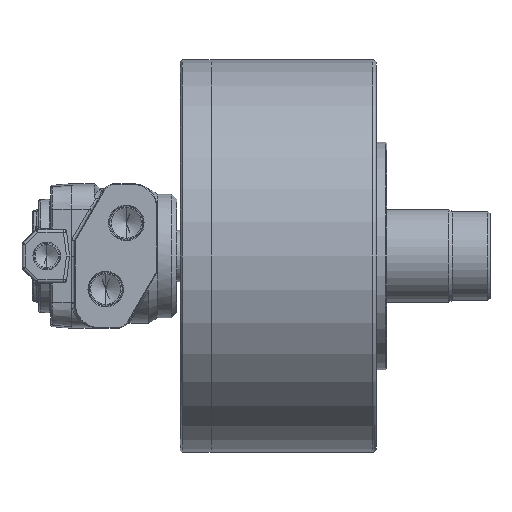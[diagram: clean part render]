
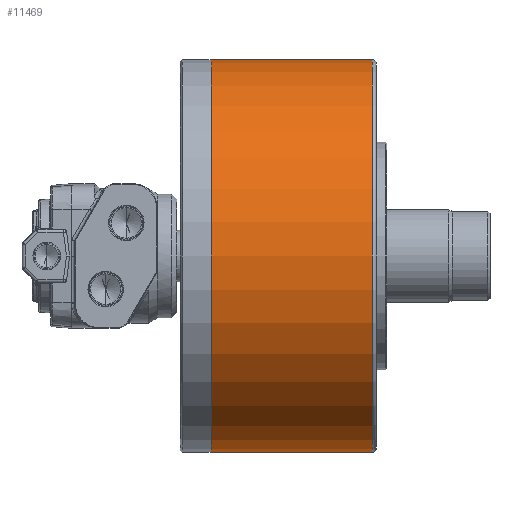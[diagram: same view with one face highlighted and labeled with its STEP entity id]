
A CAD part, front view. The second image highlights one B-rep face of the part: STEP entity #11469.
In plain terms, the highlighted cylindrical face has radius 95 mm (diameter 190 mm), a partial arc.
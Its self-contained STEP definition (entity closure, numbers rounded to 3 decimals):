
#954 = VERTEX_POINT ( 'NONE', #2307 ) ;
#1015 = CARTESIAN_POINT ( 'NONE',  ( 0., 0., 95. ) ) ;
#1563 = FACE_OUTER_BOUND ( 'NONE', #12430, .T. ) ;
#2307 = CARTESIAN_POINT ( 'NONE',  ( 78., 0., 95. ) ) ;
#2413 = VERTEX_POINT ( 'NONE', #11437 ) ;
#2682 = EDGE_CURVE ( 'NONE', #9434, #12971, #7771, .T. ) ;
#2839 = CARTESIAN_POINT ( 'NONE',  ( 78., 0., 0. ) ) ;
#3796 = ORIENTED_EDGE ( 'NONE', *, *, #4308, .F. ) ;
#3799 = DIRECTION ( 'NONE',  ( 0., 0., 1. ) ) ;
#3829 = CARTESIAN_POINT ( 'NONE',  ( 0., 0., -95. ) ) ;
#4047 = DIRECTION ( 'NONE',  ( 0., 0., 1. ) ) ;
#4159 = AXIS2_PLACEMENT_3D ( 'NONE', #2839, #11459, #4047 ) ;
#4308 = EDGE_CURVE ( 'NONE', #2413, #9434, #5025, .T. ) ;
#5025 = LINE ( 'NONE', #6957, #7905 ) ;
#6290 = CARTESIAN_POINT ( 'NONE',  ( 0., 0., 0. ) ) ;
#6814 = CARTESIAN_POINT ( 'NONE',  ( 0., 0., 95. ) ) ;
#6876 = EDGE_CURVE ( 'NONE', #2413, #954, #9905, .T. ) ;
#6957 = CARTESIAN_POINT ( 'NONE',  ( 0., 0., -95. ) ) ;
#7517 = DIRECTION ( 'NONE',  ( 0., 0., 1. ) ) ;
#7542 = AXIS2_PLACEMENT_3D ( 'NONE', #6290, #14956, #7517 ) ;
#7771 = CIRCLE ( 'NONE', #7542, 95. ) ;
#7905 = VECTOR ( 'NONE', #8178, 1000. ) ;
#8072 = DIRECTION ( 'NONE',  ( -1., 0., 0. ) ) ;
#8178 = DIRECTION ( 'NONE',  ( -1., 0., 0. ) ) ;
#9434 = VERTEX_POINT ( 'NONE', #3829 ) ;
#9905 = CIRCLE ( 'NONE', #4159, 95. ) ;
#9964 = DIRECTION ( 'NONE',  ( -1., 0., 0. ) ) ;
#10516 = ORIENTED_EDGE ( 'NONE', *, *, #11814, .T. ) ;
#11214 = LINE ( 'NONE', #6814, #13353 ) ;
#11437 = CARTESIAN_POINT ( 'NONE',  ( 78., 0., -95. ) ) ;
#11459 = DIRECTION ( 'NONE',  ( -1., 0., 0. ) ) ;
#11469 = ADVANCED_FACE ( 'NONE', ( #1563 ), #14734, .T. ) ;
#11814 = EDGE_CURVE ( 'NONE', #954, #12971, #11214, .T. ) ;
#11958 = AXIS2_PLACEMENT_3D ( 'NONE', #12434, #9964, #3799 ) ;
#12430 = EDGE_LOOP ( 'NONE', ( #3796, #14451, #10516, #15827 ) ) ;
#12434 = CARTESIAN_POINT ( 'NONE',  ( 0., 0., 0. ) ) ;
#12971 = VERTEX_POINT ( 'NONE', #1015 ) ;
#13353 = VECTOR ( 'NONE', #8072, 1000. ) ;
#14451 = ORIENTED_EDGE ( 'NONE', *, *, #6876, .T. ) ;
#14734 = CYLINDRICAL_SURFACE ( 'NONE', #11958, 95. ) ;
#14956 = DIRECTION ( 'NONE',  ( -1., 0., 0. ) ) ;
#15827 = ORIENTED_EDGE ( 'NONE', *, *, #2682, .F. ) ;
